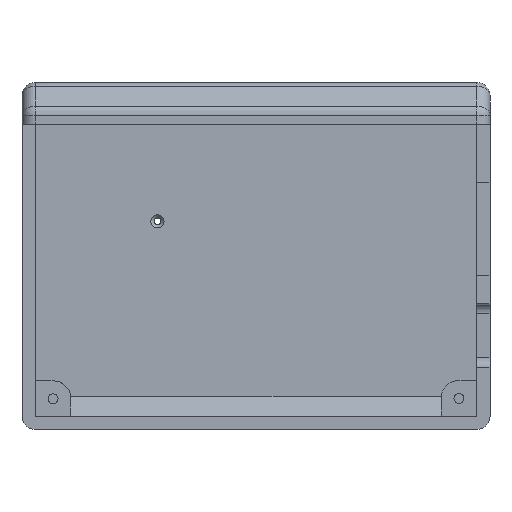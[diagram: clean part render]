
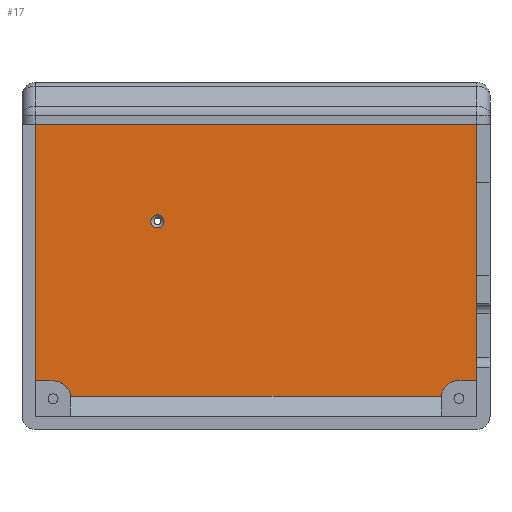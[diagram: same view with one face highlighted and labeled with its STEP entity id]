
A CAD part, front view. The second image highlights one B-rep face of the part: STEP entity #17.
In plain terms, the highlighted planar face has unit normal (0, -1, 0).
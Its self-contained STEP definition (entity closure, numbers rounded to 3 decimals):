
#17 = ADVANCED_FACE('',(#18,#29),#97,.F.);
#18 = FACE_BOUND('',#19,.F.);
#19 = EDGE_LOOP('',(#20));
#20 = ORIENTED_EDGE('',*,*,#21,.F.);
#21 = EDGE_CURVE('',#22,#22,#24,.T.);
#22 = VERTEX_POINT('',#23);
#23 = CARTESIAN_POINT('',(13.3,22.05,-12.3));
#24 = CIRCLE('',#25,1.);
#25 = AXIS2_PLACEMENT_3D('',#26,#27,#28);
#26 = CARTESIAN_POINT('',(14.3,22.05,-12.3));
#27 = DIRECTION('',(0.,1.,0.));
#28 = DIRECTION('',(-1.,0.,0.));
#29 = FACE_BOUND('',#30,.F.);
#30 = EDGE_LOOP('',(#31,#41,#50,#58,#66,#74,#82,#90));
#31 = ORIENTED_EDGE('',*,*,#32,.F.);
#32 = EDGE_CURVE('',#33,#35,#37,.T.);
#33 = VERTEX_POINT('',#34);
#34 = CARTESIAN_POINT('',(1.177,22.05,-38.8));
#35 = VERTEX_POINT('',#36);
#36 = CARTESIAN_POINT('',(57.237,22.05,-38.8));
#37 = LINE('',#38,#39);
#38 = CARTESIAN_POINT('',(-4.2,22.05,-38.8));
#39 = VECTOR('',#40,1.);
#40 = DIRECTION('',(1.,0.,0.));
#41 = ORIENTED_EDGE('',*,*,#42,.F.);
#42 = EDGE_CURVE('',#43,#33,#45,.T.);
#43 = VERTEX_POINT('',#44);
#44 = CARTESIAN_POINT('',(-1.5,22.05,-36.45));
#45 = CIRCLE('',#46,2.7);
#46 = AXIS2_PLACEMENT_3D('',#47,#48,#49);
#47 = CARTESIAN_POINT('',(-1.5,22.05,-39.15));
#48 = DIRECTION('',(0.,1.,0.));
#49 = DIRECTION('',(0.,0.,1.));
#50 = ORIENTED_EDGE('',*,*,#51,.F.);
#51 = EDGE_CURVE('',#52,#43,#54,.T.);
#52 = VERTEX_POINT('',#53);
#53 = CARTESIAN_POINT('',(-4.2,22.05,-36.45));
#54 = LINE('',#55,#56);
#55 = CARTESIAN_POINT('',(-1.5,22.05,-36.45));
#56 = VECTOR('',#57,1.);
#57 = DIRECTION('',(1.,0.,0.));
#58 = ORIENTED_EDGE('',*,*,#59,.F.);
#59 = EDGE_CURVE('',#60,#52,#62,.T.);
#60 = VERTEX_POINT('',#61);
#61 = CARTESIAN_POINT('',(-4.2,22.05,3.7));
#62 = LINE('',#63,#64);
#63 = CARTESIAN_POINT('',(-4.2,22.05,6.7));
#64 = VECTOR('',#65,1.);
#65 = DIRECTION('',(0.,0.,-1.));
#66 = ORIENTED_EDGE('',*,*,#67,.T.);
#67 = EDGE_CURVE('',#60,#68,#70,.T.);
#68 = VERTEX_POINT('',#69);
#69 = CARTESIAN_POINT('',(62.62,22.05,3.7));
#70 = LINE('',#71,#72);
#71 = CARTESIAN_POINT('',(-4.2,22.05,3.7));
#72 = VECTOR('',#73,1.);
#73 = DIRECTION('',(1.,0.,0.));
#74 = ORIENTED_EDGE('',*,*,#75,.T.);
#75 = EDGE_CURVE('',#68,#76,#78,.T.);
#76 = VERTEX_POINT('',#77);
#77 = CARTESIAN_POINT('',(62.62,22.05,-36.4));
#78 = LINE('',#79,#80);
#79 = CARTESIAN_POINT('',(62.62,22.05,6.7));
#80 = VECTOR('',#81,1.);
#81 = DIRECTION('',(0.,0.,-1.));
#82 = ORIENTED_EDGE('',*,*,#83,.T.);
#83 = EDGE_CURVE('',#76,#84,#86,.T.);
#84 = VERTEX_POINT('',#85);
#85 = CARTESIAN_POINT('',(59.92,22.05,-36.4));
#86 = LINE('',#87,#88);
#87 = CARTESIAN_POINT('',(26.51,22.05,-36.4));
#88 = VECTOR('',#89,1.);
#89 = DIRECTION('',(-1.,0.,0.));
#90 = ORIENTED_EDGE('',*,*,#91,.F.);
#91 = EDGE_CURVE('',#35,#84,#92,.T.);
#92 = CIRCLE('',#93,2.7);
#93 = AXIS2_PLACEMENT_3D('',#94,#95,#96);
#94 = CARTESIAN_POINT('',(59.92,22.05,-39.1));
#95 = DIRECTION('',(0.,1.,0.));
#96 = DIRECTION('',(0.,0.,1.));
#97 = PLANE('',#98);
#98 = AXIS2_PLACEMENT_3D('',#99,#100,#101);
#99 = CARTESIAN_POINT('',(-4.2,22.05,6.7));
#100 = DIRECTION('',(0.,1.,0.));
#101 = DIRECTION('',(0.,0.,-1.));
